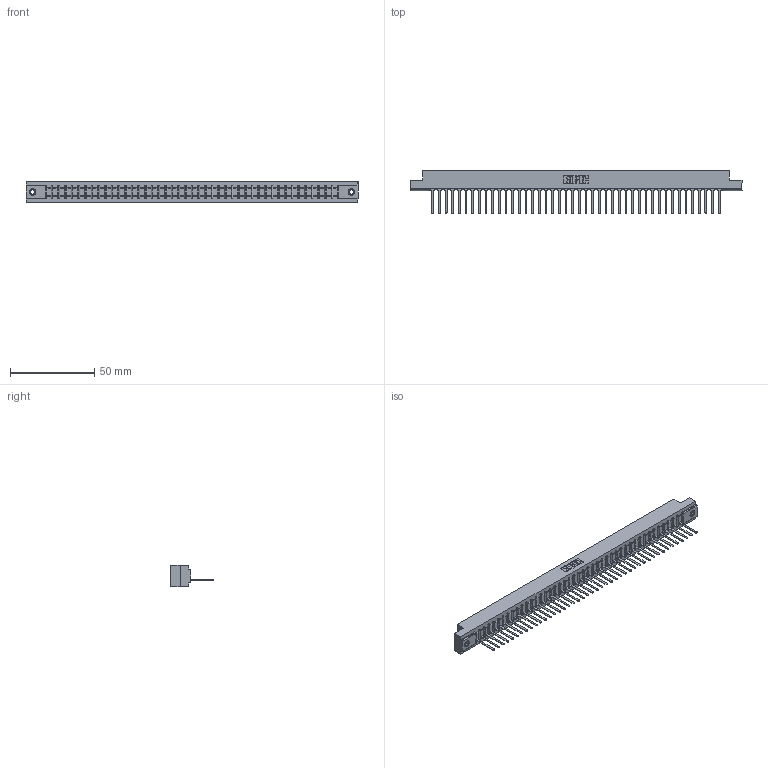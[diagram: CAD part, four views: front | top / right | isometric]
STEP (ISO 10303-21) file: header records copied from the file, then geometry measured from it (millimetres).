
FILE_DESCRIPTION (( 'STEP AP203' ), '1' );
FILE_NAME ('357-044-447-107.STEP', '2020-10-03T15:03:59', ( '' ), ( '' ), 'SwSTEP 2.0', 'SolidWorks 2020', '' );
FILE_SCHEMA (( 'CONFIG_CONTROL_DESIGN' ));
Length unit declared in the file: inch
Products named in the file (4): 357-044-447-107; 307 Part_.156 Dia Mounting Holes; 345-250-001_345-250-005-103; 307-290-001_547
Assembly tree (47 placements, depth 2):
  357-044-447-107
    307 Part_.156 Dia Mounting Holes
    307-290-001_547  x44
    345-250-001_345-250-005-103  x2
Bounding box: 197.36 x 25.43 x 12.7 mm (x, y, z)
Volume: 20587.7 mm3; surface area: 22496.8 mm2
Topology: 47 solids, 47 shells, 2687 faces, 7587 edges, 4870 vertices
Faces by surface type: plane 1730, cylinder 851, sphere 90, cone 12, torus 4
Entity records: 38627 total; most frequent: CARTESIAN_POINT 6487, ORIENTED_EDGE 6466, DIRECTION 6317, EDGE_CURVE 3233, VECTOR 2481, LINE 2481, VERTEX_POINT 2088, AXIS2_PLACEMENT_3D 1918
